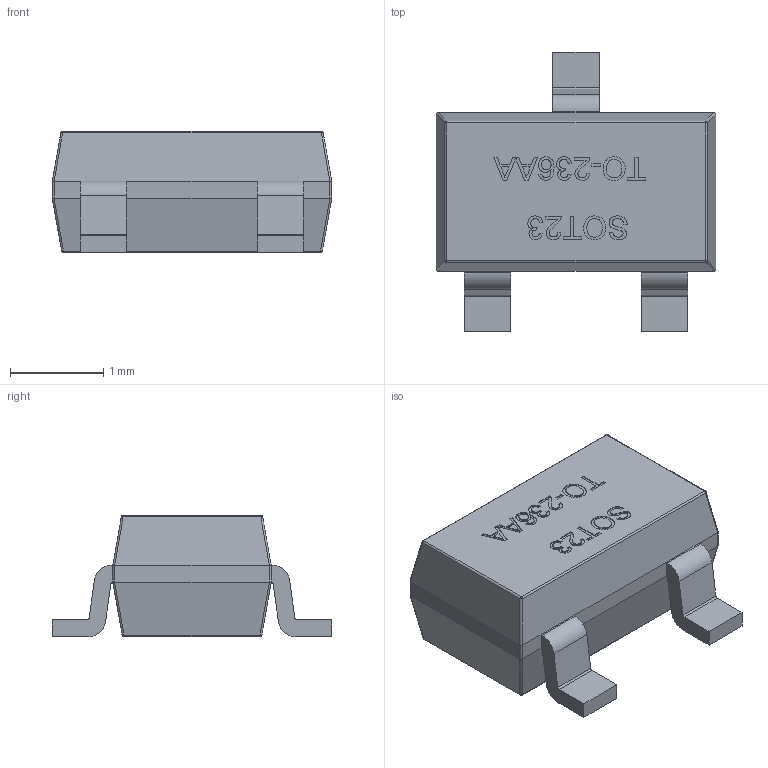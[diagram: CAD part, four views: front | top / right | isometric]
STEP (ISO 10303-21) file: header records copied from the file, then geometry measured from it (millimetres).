
FILE_DESCRIPTION(('FreeCAD Model'),'2;1');
FILE_NAME('User Library-SOT95P280X135-3M[SOT23_TO-236AA].step','2016-07-08T12:32:36',( 'Author'),(''),'Open CASCADE STEP processor 6.8','FreeCAD','Unknown' );
FILE_SCHEMA(('AUTOMOTIVE_DESIGN_CC2 { 1 2 10303 214 -1 1 5 4 }'));
Length unit declared in the file: millimetre
Products named in the file (1): User_Library-SOT95P280X135-3M[SOT23_TO-236AA]
Bounding box: 3 x 3 x 1.3 mm (x, y, z)
Volume: 6.4 mm3; surface area: 24.8 mm2
Topology: 1 solids, 1 shells, 254 faces, 677 edges, 434 vertices
Faces by surface type: plane 119, bspline 95, cylinder 32, sphere 8
Entity records: 34232 total; most frequent: CARTESIAN_POINT 20683, DIRECTION 1585, ORIENTED_EDGE 1338, PCURVE 1338, DEFINITIONAL_REPRESENTATION 1338, LINE 1157, VECTOR 1157, B_SPLINE_CURVE_WITH_KNOTS 738
